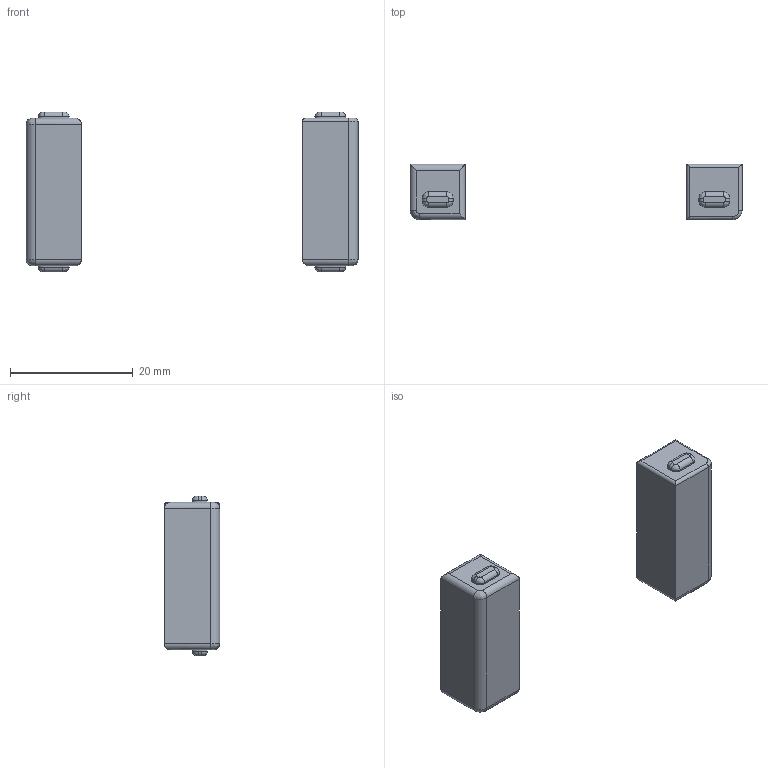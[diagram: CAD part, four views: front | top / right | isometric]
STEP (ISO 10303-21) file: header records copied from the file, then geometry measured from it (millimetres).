
FILE_DESCRIPTION(/* description */ (''),/* implementation_level */ '2;1');
FILE_NAME(/* name */ '',/* time_stamp */ '2023-02-28T21:16:51+08:00',/* author */ (''),/* organization */ (''),/* preprocessor_version */ 'ST-DEVELOPER v19.2',/* originating_system */ 'Autodesk Translation Framework v11.17.0.187',/* authorisation */ '');
FILE_SCHEMA (('AUTOMOTIVE_DESIGN { 1 0 10303 214 3 1 1 }'));
Length unit declared in the file: millimetre
Products named in the file (1): Fusion 零部件
Bounding box: 54 x 9 x 26 mm (x, y, z)
Volume: 3882 mm3; surface area: 1999.3 mm2
Topology: 2 solids, 2 shells, 102 faces, 230 edges, 136 vertices
Faces by surface type: cylinder 50, plane 32, bspline 19, torus 1
Entity records: 2941 total; most frequent: CARTESIAN_POINT 621, DIRECTION 506, ORIENTED_EDGE 460, EDGE_CURVE 230, AXIS2_PLACEMENT_3D 192, VERTEX_POINT 136, LINE 122, VECTOR 122
